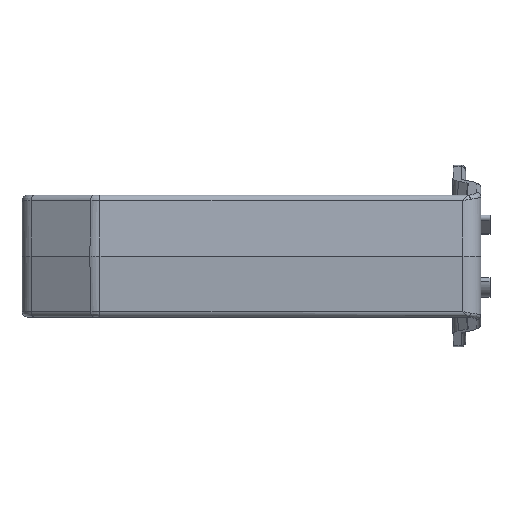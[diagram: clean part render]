
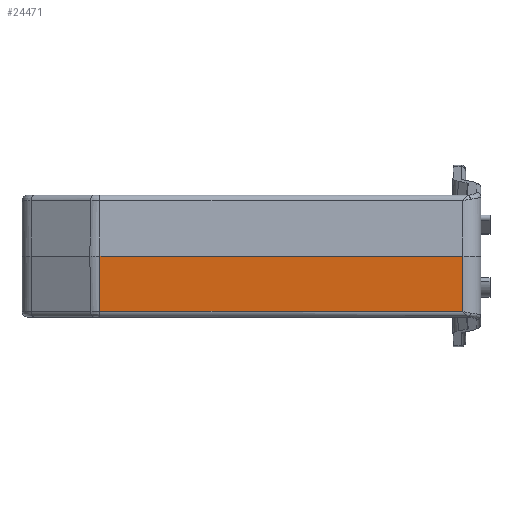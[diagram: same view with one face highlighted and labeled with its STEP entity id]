
A CAD part, left-side view. The second image highlights one B-rep face of the part: STEP entity #24471.
In plain terms, the highlighted planar face has unit normal (-0.999, 0, -0.052).
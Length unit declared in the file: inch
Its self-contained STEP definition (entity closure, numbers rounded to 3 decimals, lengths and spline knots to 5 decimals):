
#100 = CARTESIAN_POINT ( 'NONE',  ( -1.04038, 2.45552, -0.35639 ) ) ;
#191 = ORIENTED_EDGE ( 'NONE', *, *, #4026, .F. ) ;
#331 = CARTESIAN_POINT ( 'NONE',  ( -1.05906, 2.46052, 0. ) ) ;
#1175 = DIRECTION ( 'NONE',  ( 0., 1., 0. ) ) ;
#2464 = CARTESIAN_POINT ( 'NONE',  ( -1.04038, -3.86779, -0.35639 ) ) ;
#2542 = DIRECTION ( 'NONE',  ( 0.052, 0., -0.999 ) ) ;
#3073 = DIRECTION ( 'NONE',  ( -0.052, 0., 0.999 ) ) ;
#4026 = EDGE_CURVE ( 'NONE', #10003, #19691, #7438, .T. ) ;
#4223 = CARTESIAN_POINT ( 'NONE',  ( -1.05906, 2.46052, 0. ) ) ;
#4386 = CARTESIAN_POINT ( 'NONE',  ( -1.0466, 2.45719, -0.23759 ) ) ;
#5086 = ORIENTED_EDGE ( 'NONE', *, *, #18732, .F. ) ;
#6168 = VECTOR ( 'NONE', #2542, 39.37008 ) ;
#6367 = CARTESIAN_POINT ( 'NONE',  ( -1.04038, 2.45552, -0.35639 ) ) ;
#6760 = EDGE_CURVE ( 'NONE', #10003, #23773, #26202, .T. ) ;
#7438 = LINE ( 'NONE', #18931, #6168 ) ;
#7901 = VERTEX_POINT ( 'NONE', #100 ) ;
#8226 = ORIENTED_EDGE ( 'NONE', *, *, #6760, .T. ) ;
#8691 = VECTOR ( 'NONE', #1175, 39.37008 ) ;
#8909 = CARTESIAN_POINT ( 'NONE',  ( -1.04038, 0.11811, -0.35639 ) ) ;
#10003 = VERTEX_POINT ( 'NONE', #29358 ) ;
#10531 = CARTESIAN_POINT ( 'NONE',  ( -1.05906, 2.49213, 0. ) ) ;
#13949 = LINE ( 'NONE', #2464, #19574 ) ;
#18732 = EDGE_CURVE ( 'NONE', #19691, #7901, #13949, .T. ) ;
#18931 = CARTESIAN_POINT ( 'NONE',  ( -1.16969, 0.11811, 2.11099 ) ) ;
#19574 = VECTOR ( 'NONE', #23308, 39.37008 ) ;
#19691 = VERTEX_POINT ( 'NONE', #8909 ) ;
#19901 = EDGE_LOOP ( 'NONE', ( #5086, #191, #8226, #21441 ) ) ;
#19921 = FACE_OUTER_BOUND ( 'NONE', #19901, .T. ) ;
#21022 = B_SPLINE_CURVE_WITH_KNOTS ( 'NONE', 3,
 ( #4223, #24752, #4386, #6367 ),
 .UNSPECIFIED., .F., .F.,
 ( 4, 4 ),
 ( 0., 1. ),
 .UNSPECIFIED. ) ;
#21441 = ORIENTED_EDGE ( 'NONE', *, *, #22277, .T. ) ;
#22067 = DIRECTION ( 'NONE',  ( -0.999, 0., -0.052 ) ) ;
#22277 = EDGE_CURVE ( 'NONE', #23773, #7901, #21022, .T. ) ;
#22370 = PLANE ( 'NONE',  #29769 ) ;
#23308 = DIRECTION ( 'NONE',  ( 0., 1., 0. ) ) ;
#23773 = VERTEX_POINT ( 'NONE', #331 ) ;
#24471 = ADVANCED_FACE ( 'NONE', ( #19921 ), #22370, .T. ) ;
#24525 = CARTESIAN_POINT ( 'NONE',  ( -1.05906, 2.49213, 0. ) ) ;
#24752 = CARTESIAN_POINT ( 'NONE',  ( -1.05283, 2.45885, -0.1188 ) ) ;
#26202 = LINE ( 'NONE', #10531, #8691 ) ;
#29358 = CARTESIAN_POINT ( 'NONE',  ( -1.05906, 0.11811, 0. ) ) ;
#29769 = AXIS2_PLACEMENT_3D ( 'NONE', #24525, #22067, #3073 ) ;
